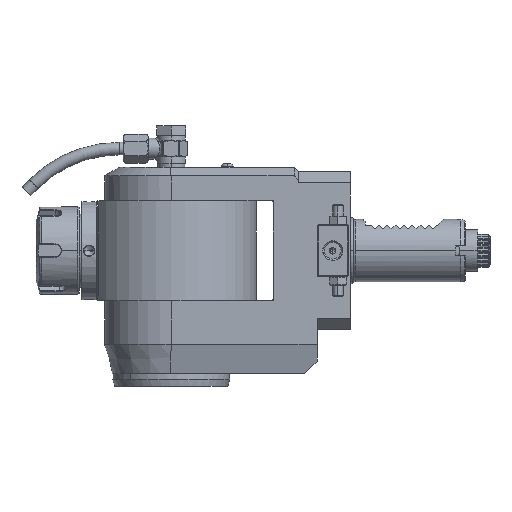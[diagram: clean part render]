
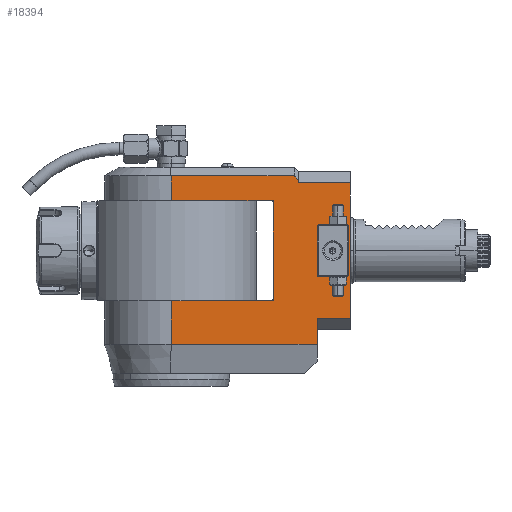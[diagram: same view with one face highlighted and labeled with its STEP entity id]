
A CAD part, left-side view. The second image highlights one B-rep face of the part: STEP entity #18394.
In plain terms, the highlighted planar face has unit normal (-1, 0, 0).
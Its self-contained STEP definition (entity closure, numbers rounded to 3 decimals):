
#3647=DIRECTION('',(0.,0.,-1.));
#3648=VECTOR('',#3647,65.03);
#3649=CARTESIAN_POINT('',(-32.,-86.,32.515));
#3650=LINE('',#3649,#3648);
#3827=DIRECTION('',(0.,1.,0.));
#3828=VECTOR('',#3827,0.433);
#3829=CARTESIAN_POINT('',(-32.,-59.433,35.459));
#3830=LINE('',#3829,#3828);
#3831=DIRECTION('',(0.,0.655,0.756));
#3832=VECTOR('',#3831,2.394);
#3833=CARTESIAN_POINT('',(-32.,-61.,33.649));
#3834=LINE('',#3833,#3832);
#3835=DIRECTION('',(0.,-1.,0.));
#3836=VECTOR('',#3835,25.);
#3837=CARTESIAN_POINT('',(-32.,-61.,32.515));
#3838=LINE('',#3837,#3836);
#3839=DIRECTION('',(0.,-1.,0.));
#3840=VECTOR('',#3839,16.);
#3841=CARTESIAN_POINT('',(-32.,-70.,-32.515));
#3842=LINE('',#3841,#3840);
#3843=DIRECTION('',(0.,1.,0.));
#3844=VECTOR('',#3843,23.368);
#3845=CARTESIAN_POINT('',(-32.,-49.,24.));
#3846=LINE('',#3845,#3844);
#3847=DIRECTION('',(0.,0.,1.));
#3848=VECTOR('',#3847,24.);
#3849=CARTESIAN_POINT('',(-32.,-85.,-12.));
#3850=LINE('',#3849,#3848);
#3851=DIRECTION('',(0.,-0.707,-0.707));
#3852=VECTOR('',#3851,0.707);
#3853=CARTESIAN_POINT('',(-32.,-84.5,12.5));
#3854=LINE('',#3853,#3852);
#3855=DIRECTION('',(0.,1.,0.));
#3856=VECTOR('',#3855,14.);
#3857=CARTESIAN_POINT('',(-32.,-84.5,12.5));
#3858=LINE('',#3857,#3856);
#3859=DIRECTION('',(0.,-0.707,0.707));
#3860=VECTOR('',#3859,0.707);
#3861=CARTESIAN_POINT('',(-32.,-70.,12.));
#3862=LINE('',#3861,#3860);
#3863=DIRECTION('',(0.,0.,-1.));
#3864=VECTOR('',#3863,24.);
#3865=CARTESIAN_POINT('',(-32.,-70.,12.));
#3866=LINE('',#3865,#3864);
#3867=DIRECTION('',(0.,0.707,0.707));
#3868=VECTOR('',#3867,0.707);
#3869=CARTESIAN_POINT('',(-32.,-70.5,-12.5));
#3870=LINE('',#3869,#3868);
#3871=DIRECTION('',(0.,-1.,0.));
#3872=VECTOR('',#3871,14.);
#3873=CARTESIAN_POINT('',(-32.,-70.5,-12.5));
#3874=LINE('',#3873,#3872);
#3875=DIRECTION('',(0.,0.707,-0.707));
#3876=VECTOR('',#3875,0.707);
#3877=CARTESIAN_POINT('',(-32.,-85.,-12.));
#3878=LINE('',#3877,#3876);
#3883=DIRECTION('',(0.,0.,-1.));
#3884=VECTOR('',#3883,11.959);
#3885=CARTESIAN_POINT('',(-32.,0.,35.959));
#3886=LINE('',#3885,#3884);
#3995=DIRECTION('',(0.,1.,0.));
#3996=VECTOR('',#3995,59.);
#3997=CARTESIAN_POINT('',(-32.,-59.,35.959));
#3998=LINE('',#3997,#3996);
#4025=DIRECTION('',(0.,0.,1.));
#4026=VECTOR('',#4025,0.5);
#4027=CARTESIAN_POINT('',(-32.,-59.,35.459));
#4028=LINE('',#4027,#4026);
#4069=DIRECTION('',(0.,0.,1.));
#4070=VECTOR('',#4069,1.134);
#4071=CARTESIAN_POINT('',(-32.,-61.,32.515));
#4072=LINE('',#4071,#4070);
#7638=DIRECTION('',(0.,-1.,0.));
#7639=VECTOR('',#7638,25.632);
#7640=CARTESIAN_POINT('',(-32.,0.,24.));
#7641=LINE('',#7640,#7639);
#7677=DIRECTION('',(0.,1.,0.));
#7678=VECTOR('',#7677,23.368);
#7679=CARTESIAN_POINT('',(-32.,-49.,-24.));
#7680=LINE('',#7679,#7678);
#7689=DIRECTION('',(0.,0.,-1.));
#7690=VECTOR('',#7689,48.);
#7691=CARTESIAN_POINT('',(-32.,-49.,24.));
#7692=LINE('',#7691,#7690);
#7924=DIRECTION('',(0.,1.,0.));
#7925=VECTOR('',#7924,25.632);
#7926=CARTESIAN_POINT('',(-32.,-25.632,-24.));
#7927=LINE('',#7926,#7925);
#11497=DIRECTION('',(0.,0.,-1.));
#11498=VECTOR('',#11497,21.);
#11499=CARTESIAN_POINT('',(-32.,0.,-24.));
#11500=LINE('',#11499,#11498);
#11511=DIRECTION('',(0.,-1.,0.));
#11512=VECTOR('',#11511,70.);
#11513=CARTESIAN_POINT('',(-32.,0.,
-45.));
#11514=LINE('',#11513,#11512);
#11537=DIRECTION('',(0.,0.,1.));
#11538=VECTOR('',#11537,12.485);
#11539=CARTESIAN_POINT('',(-32.,-70.,-45.));
#11540=LINE('',#11539,#11538);
#14540=CARTESIAN_POINT('',(-32.,-61.,33.649));
#14541=CARTESIAN_POINT('',(-32.,-59.433,35.459));
#14542=VERTEX_POINT('',#14540);
#14543=VERTEX_POINT('',#14541);
#15186=CARTESIAN_POINT('',(-32.,-85.,-12.));
#15187=CARTESIAN_POINT('',(-32.,-85.,12.));
#15188=VERTEX_POINT('',#15186);
#15189=VERTEX_POINT('',#15187);
#15190=CARTESIAN_POINT('',(-32.,-84.5,12.5));
#15191=CARTESIAN_POINT('',(-32.,-70.5,12.5));
#15192=VERTEX_POINT('',#15190);
#15193=VERTEX_POINT('',#15191);
#15194=CARTESIAN_POINT('',(-32.,-70.,12.));
#15195=CARTESIAN_POINT('',(-32.,-70.,-12.));
#15196=VERTEX_POINT('',#15194);
#15197=VERTEX_POINT('',#15195);
#15198=CARTESIAN_POINT('',(-32.,-70.5,-12.5));
#15199=CARTESIAN_POINT('',(-32.,-84.5,-12.5));
#15200=VERTEX_POINT('',#15198);
#15201=VERTEX_POINT('',#15199);
#15756=CARTESIAN_POINT('',(-32.,-86.,32.515));
#15758=VERTEX_POINT('',#15756);
#15763=CARTESIAN_POINT('',(-32.,-49.,24.));
#15764=CARTESIAN_POINT('',(-32.,-49.,-24.));
#15765=VERTEX_POINT('',#15763);
#15766=VERTEX_POINT('',#15764);
#15779=CARTESIAN_POINT('',(-32.,-25.632,-24.));
#15780=VERTEX_POINT('',#15779);
#15783=CARTESIAN_POINT('',(-32.,-25.632,24.));
#15784=VERTEX_POINT('',#15783);
#15795=CARTESIAN_POINT('',(-32.,-70.,-45.));
#15797=VERTEX_POINT('',#15795);
#15807=CARTESIAN_POINT('',(-32.,-86.,-32.515));
#15808=VERTEX_POINT('',#15807);
#15811=CARTESIAN_POINT('',(-32.,-59.,35.959));
#15812=CARTESIAN_POINT('',(-32.,0.,35.959));
#15813=VERTEX_POINT('',#15811);
#15814=VERTEX_POINT('',#15812);
#15825=CARTESIAN_POINT('',(-32.,-70.,-32.515));
#15826=VERTEX_POINT('',#15825);
#15832=CARTESIAN_POINT('',(-32.,0.,-45.));
#15834=VERTEX_POINT('',#15832);
#15851=CARTESIAN_POINT('',(-32.,-59.,35.459));
#15853=VERTEX_POINT('',#15851);
#16097=CARTESIAN_POINT('',(-32.,-61.,32.515));
#16098=VERTEX_POINT('',#16097);
#16105=CARTESIAN_POINT('',(-32.,0.,-24.));
#16106=VERTEX_POINT('',#16105);
#16108=CARTESIAN_POINT('',(-32.,0.,24.));
#16110=VERTEX_POINT('',#16108);
#18336=CARTESIAN_POINT('',(-32.,0.,-59.));
#18337=DIRECTION('',(-1.,0.,0.));
#18338=DIRECTION('',(0.,-1.,0.));
#18339=AXIS2_PLACEMENT_3D('',#18336,#18337,#18338);
#18340=PLANE('',#18339);
#18342=ORIENTED_EDGE('',*,*,#18341,.F.);
#18344=ORIENTED_EDGE('',*,*,#18343,.F.);
#18346=ORIENTED_EDGE('',*,*,#18345,.F.);
#18348=ORIENTED_EDGE('',*,*,#18347,.F.);
#18350=ORIENTED_EDGE('',*,*,#18349,.F.);
#18352=ORIENTED_EDGE('',*,*,#18351,.F.);
#18354=ORIENTED_EDGE('',*,*,#18353,.T.);
#18355=ORIENTED_EDGE('',*,*,#18306,.T.);
#18357=ORIENTED_EDGE('',*,*,#18356,.F.);
#18359=ORIENTED_EDGE('',*,*,#18358,.F.);
#18361=ORIENTED_EDGE('',*,*,#18360,.F.);
#18363=ORIENTED_EDGE('',*,*,#18362,.F.);
#18365=ORIENTED_EDGE('',*,*,#18364,.F.);
#18367=ORIENTED_EDGE('',*,*,#18366,.F.);
#18369=ORIENTED_EDGE('',*,*,#18368,.F.);
#18371=ORIENTED_EDGE('',*,*,#18370,.T.);
#18373=ORIENTED_EDGE('',*,*,#18372,.F.);
#18374=EDGE_LOOP('',(#18342,#18344,#18346,#18348,#18350,#18352,#18354,#18355,
#18357,#18359,#18361,#18363,#18365,#18367,#18369,#18371,#18373));
#18375=FACE_OUTER_BOUND('',#18374,.F.);
#18377=ORIENTED_EDGE('',*,*,#18376,.T.);
#18379=ORIENTED_EDGE('',*,*,#18378,.F.);
#18381=ORIENTED_EDGE('',*,*,#18380,.T.);
#18383=ORIENTED_EDGE('',*,*,#18382,.F.);
#18385=ORIENTED_EDGE('',*,*,#18384,.T.);
#18387=ORIENTED_EDGE('',*,*,#18386,.F.);
#18389=ORIENTED_EDGE('',*,*,#18388,.T.);
#18391=ORIENTED_EDGE('',*,*,#18390,.F.);
#18392=EDGE_LOOP('',(#18377,#18379,#18381,#18383,#18385,#18387,#18389,#18391));
#18393=FACE_BOUND('',#18392,.F.);
#18306=EDGE_CURVE('',#15758,#15808,#3650,.T.);
#18341=EDGE_CURVE('',#15814,#16110,#3886,.T.);
#18343=EDGE_CURVE('',#15813,#15814,#3998,.T.);
#18345=EDGE_CURVE('',#15853,#15813,#4028,.T.);
#18347=EDGE_CURVE('',#14543,#15853,#3830,.T.);
#18349=EDGE_CURVE('',#14542,#14543,#3834,.T.);
#18351=EDGE_CURVE('',#16098,#14542,#4072,.T.);
#18353=EDGE_CURVE('',#16098,#15758,#3838,.T.);
#18356=EDGE_CURVE('',#15826,#15808,#3842,.T.);
#18358=EDGE_CURVE('',#15797,#15826,#11540,.T.);
#18360=EDGE_CURVE('',#15834,#15797,#11514,.T.);
#18362=EDGE_CURVE('',#16106,#15834,#11500,.T.);
#18364=EDGE_CURVE('',#15780,#16106,#7927,.T.);
#18366=EDGE_CURVE('',#15766,#15780,#7680,.T.);
#18368=EDGE_CURVE('',#15765,#15766,#7692,.T.);
#18370=EDGE_CURVE('',#15765,#15784,#3846,.T.);
#18372=EDGE_CURVE('',#16110,#15784,#7641,.T.);
#18376=EDGE_CURVE('',#15188,#15189,#3850,.T.);
#18378=EDGE_CURVE('',#15192,#15189,#3854,.T.);
#18380=EDGE_CURVE('',#15192,#15193,#3858,.T.);
#18382=EDGE_CURVE('',#15196,#15193,#3862,.T.);
#18384=EDGE_CURVE('',#15196,#15197,#3866,.T.);
#18386=EDGE_CURVE('',#15200,#15197,#3870,.T.);
#18388=EDGE_CURVE('',#15200,#15201,#3874,.T.);
#18390=EDGE_CURVE('',#15188,#15201,#3878,.T.);
#18394=ADVANCED_FACE('',(#18375,#18393),#18340,.T.);
